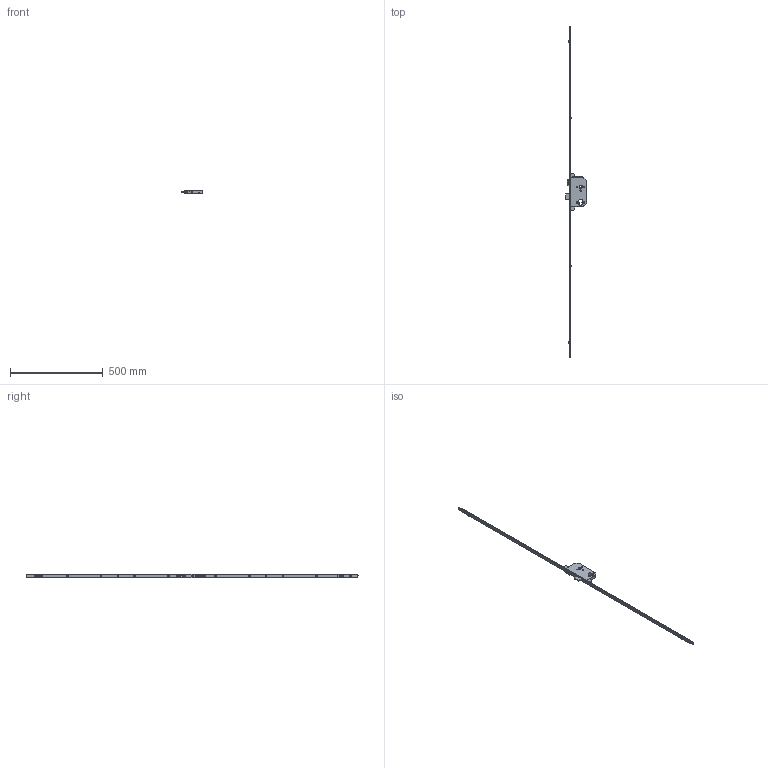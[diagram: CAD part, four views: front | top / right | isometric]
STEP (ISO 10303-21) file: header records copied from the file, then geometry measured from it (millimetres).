
FILE_DESCRIPTION (( 'STEP AP203' ), '1' );
FILE_NAME ('30700_DM60_18.STEP', '2023-10-31T17:13:10', ( '' ), ( '' ), 'SwSTEP 2.0', 'SolidWorks 2022', '' );
FILE_SCHEMA (( 'CONFIG_CONTROL_DESIGN' ));
Length unit declared in the file: millimetre
Products named in the file (12): D001355736-001; D001345214-000_D001345214-001; D001345406-000_D001345406-001; D001345395-000_D001345395-001; D001345066-000_D001345066-064_DM60_PE; D001345190-000_D001345190-001; D001345425-000_D001345425-001; D001313544-001; D001304599-000_D001304599-018; D001127682-000_D001127682-001; 30700_DM60_18; D001345393-000_D001345393-001
Assembly tree (19 placements, depth 2):
  30700_DM60_18
    D001345066-000_D001345066-064_DM60_PE
    D001313544-001  x2
    D001127682-000_D001127682-001  x3
    D001345395-000_D001345395-001  x2
    D001345393-000_D001345393-001  x2
    D001345425-000_D001345425-001  x2
    D001345406-000_D001345406-001  x2
    D001304599-000_D001304599-018
    D001345190-000_D001345190-001
    D001345214-000_D001345214-001
    D001355736-001  x2
Bounding box: 110 x 1788 x 18 mm (x, y, z)
Volume: 333609.8 mm3; surface area: 163999.4 mm2
Topology: 27 solids, 27 shells, 806 faces, 1967 edges, 1239 vertices
Faces by surface type: plane 395, cylinder 307, cone 72, torus 20, sphere 12
Entity records: 18116 total; most frequent: DIRECTION 2990, CARTESIAN_POINT 2959, ORIENTED_EDGE 2732, EDGE_CURVE 1366, AXIS2_PLACEMENT_3D 1078, VERTEX_POINT 871, LINE 834, VECTOR 834
